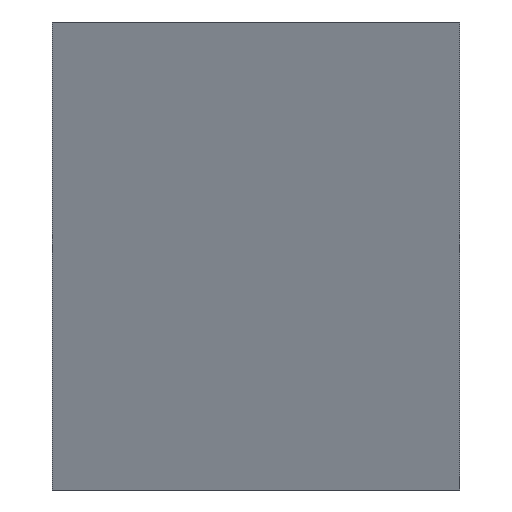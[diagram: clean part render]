
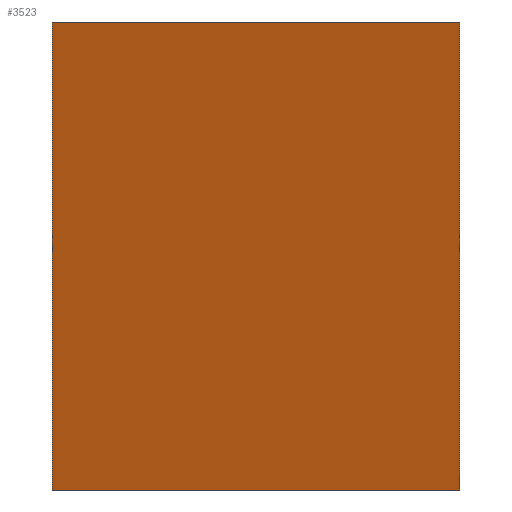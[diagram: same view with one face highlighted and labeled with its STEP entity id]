
A CAD part, front view. The second image highlights one B-rep face of the part: STEP entity #3523.
In plain terms, the highlighted planar face has unit normal (0, -0.951, -0.309).
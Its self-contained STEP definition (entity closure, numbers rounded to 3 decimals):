
#614=FACE_OUTER_BOUND('',#860,.T.);
#860=EDGE_LOOP('',(#2725,#2726,#2727,#2728));
#1173=LINE('',#5417,#1415);
#1196=LINE('',#5655,#1438);
#1198=LINE('',#5659,#1440);
#1199=LINE('',#5660,#1441);
#1415=VECTOR('',#4292,10.);
#1438=VECTOR('',#4523,10.);
#1440=VECTOR('',#4529,10.);
#1441=VECTOR('',#4530,10.);
#1652=VERTEX_POINT('',#5414);
#1653=VERTEX_POINT('',#5416);
#1763=VERTEX_POINT('',#5651);
#1764=VERTEX_POINT('',#5653);
#2017=EDGE_CURVE('',#1653,#1652,#1173,.T.);
#2139=EDGE_CURVE('',#1764,#1763,#1196,.T.);
#2141=EDGE_CURVE('',#1652,#1763,#1198,.T.);
#2142=EDGE_CURVE('',#1764,#1653,#1199,.T.);
#2725=ORIENTED_EDGE('',*,*,#2141,.T.);
#2726=ORIENTED_EDGE('',*,*,#2139,.F.);
#2727=ORIENTED_EDGE('',*,*,#2142,.T.);
#2728=ORIENTED_EDGE('',*,*,#2017,.T.);
#3464=PLANE('',#3832);
#3523=ADVANCED_FACE('',(#614),#3464,.T.);
#3832=AXIS2_PLACEMENT_3D('',#5658,#4527,#4528);
#4292=DIRECTION('',(-1.,0.,0.));
#4523=DIRECTION('',(-1.,0.,0.));
#4527=DIRECTION('center_axis',(0.,-0.951,-0.309));
#4528=DIRECTION('ref_axis',(0.,-0.309,0.951));
#4529=DIRECTION('',(0.,0.309,-0.951));
#4530=DIRECTION('',(0.,-0.309,0.951));
#5414=CARTESIAN_POINT('',(-44.76,-10.637,0.));
#5416=CARTESIAN_POINT('',(0.,-10.637,0.));
#5417=CARTESIAN_POINT('',(0.,-10.637,0.));
#5651=CARTESIAN_POINT('',(-44.76,6.05,-51.357));
#5653=CARTESIAN_POINT('',(0.,6.05,-51.357));
#5655=CARTESIAN_POINT('',(0.,6.05,-51.357));
#5658=CARTESIAN_POINT('Origin',(0.,6.05,-51.357));
#5659=CARTESIAN_POINT('',(-44.76,1.991,-38.867));
#5660=CARTESIAN_POINT('',(0.,6.05,-51.357));
